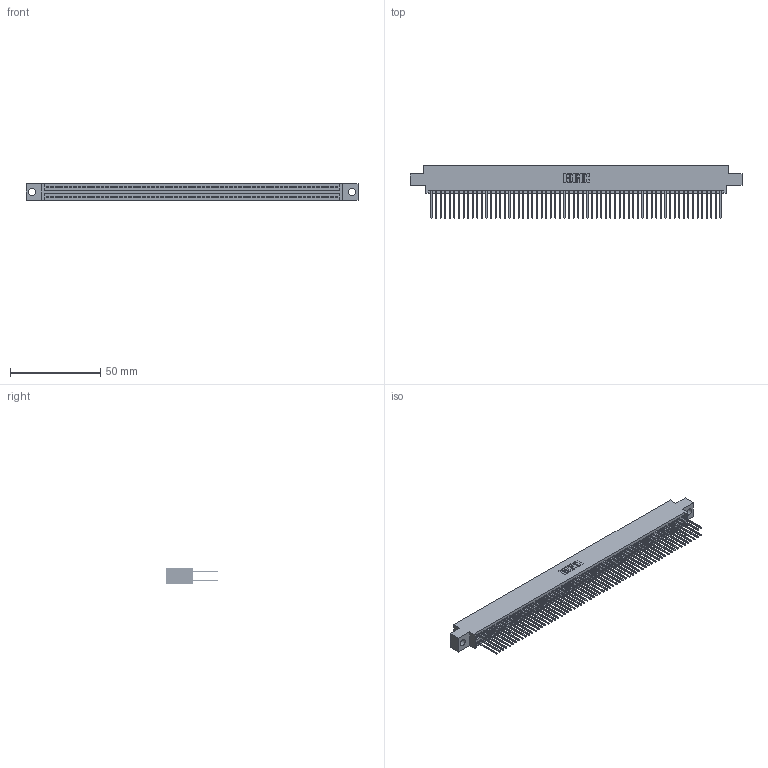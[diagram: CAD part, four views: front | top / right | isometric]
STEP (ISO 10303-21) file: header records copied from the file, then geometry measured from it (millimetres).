
FILE_DESCRIPTION (( 'STEP AP203' ), '1' );
FILE_NAME ('395-128-540-804.STEP', '2018-12-04T11:11:59', ( '' ), ( '' ), 'SwSTEP 2.0', 'SolidWorks 2016', '' );
FILE_SCHEMA (( 'CONFIG_CONTROL_DESIGN' ));
Length unit declared in the file: inch
Products named in the file (3): 345-292-001_345-293-140; 345 Part_0.170 Offset - 0.156 Dia-TH; 395-128-540-804
Assembly tree (129 placements, depth 2):
  395-128-540-804
    345 Part_0.170 Offset - 0.156 Dia-TH
    345-292-001_345-293-140  x128
Bounding box: 183.77 x 29.13 x 9.4 mm (x, y, z)
Volume: 18339.7 mm3; surface area: 29745.2 mm2
Topology: 129 solids, 129 shells, 6530 faces, 19425 edges, 12778 vertices
Faces by surface type: plane 4308, cylinder 2222
Entity records: 47407 total; most frequent: CARTESIAN_POINT 7928, ORIENTED_EDGE 7862, DIRECTION 6963, EDGE_CURVE 3931, VECTOR 3543, LINE 3543, VERTEX_POINT 2618, AXIS2_PLACEMENT_3D 1710
